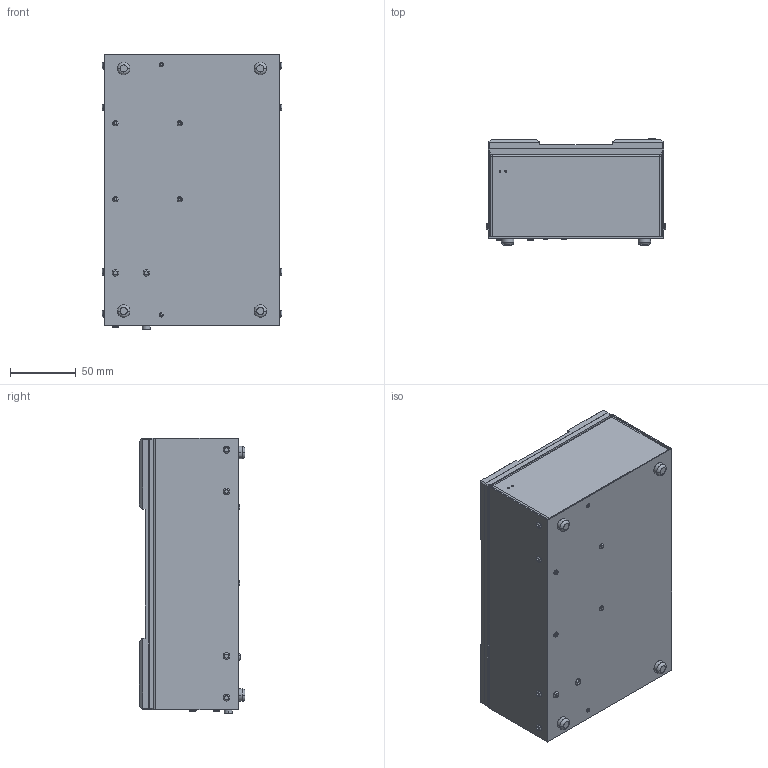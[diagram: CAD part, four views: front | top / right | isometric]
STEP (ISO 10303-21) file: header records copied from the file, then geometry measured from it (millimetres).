
FILE_DESCRIPTION (( 'STEP AP203' ), '1' );
FILE_NAME ('Mirage.STEP', '2020-05-05T12:01:49', ( '' ), ( '' ), 'SwSTEP 2.0', 'SolidWorks 2020', '' );
FILE_SCHEMA (( 'CONFIG_CONTROL_DESIGN' ));
Length unit declared in the file: inch
Products named in the file (1): Mirage
Bounding box: 137 x 80.6 x 210.4 mm (x, y, z)
Volume: 1966431.5 mm3; surface area: 113681.7 mm2
Topology: 1 solids, 5 shells, 598 faces, 1464 edges, 942 vertices
Faces by surface type: plane 378, cylinder 144, torus 48, cone 24, sphere 4
Entity records: 17603 total; most frequent: DIRECTION 3102, CARTESIAN_POINT 3005, ORIENTED_EDGE 2928, EDGE_CURVE 1464, AXIS2_PLACEMENT_3D 1039, LINE 1024, VECTOR 1024, VERTEX_POINT 942
